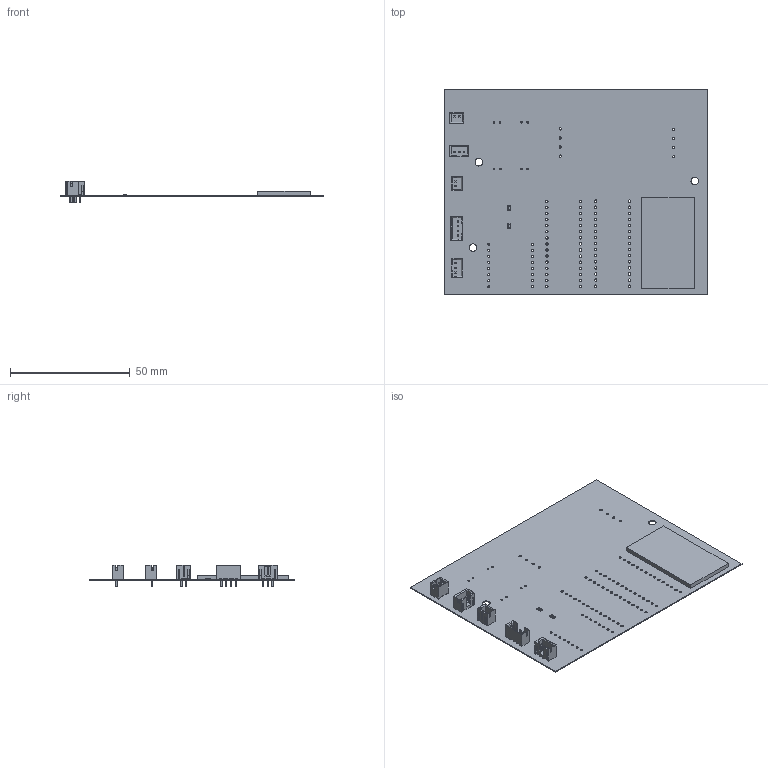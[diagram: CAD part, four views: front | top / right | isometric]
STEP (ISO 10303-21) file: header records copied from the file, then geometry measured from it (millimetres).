
FILE_DESCRIPTION(('Open CASCADE Model'),'2;1');
FILE_NAME('Open CASCADE Shape Model','2018-04-27T16:26:30',('Author'),( 'Open CASCADE'),'Open CASCADE STEP processor 6.8','Open CASCADE 6.8' ,'Unknown');
FILE_SCHEMA(('AUTOMOTIVE_DESIGN { 1 0 10303 214 1 1 1 1 }'));
Length unit declared in the file: millimetre
Products named in the file (24): PCB; Board; SPK; PH2.0-3P; LOGO?; SPK_POW; PH2.0-2P; SPK_BUT; PH2.0-4P; RTC1; 5645867072; Extruded; R2; R_0805; R1; LED; DC
Assembly tree (26 placements, depth 4):
  PCB
    Board
    SPK
      PH2.0-3P
        LOGO?
        PH2.0-3P
    SPK_POW
      PH2.0-2P
        PH2.0-2P
        LOGO?
    SPK_BUT
      PH2.0-4P
        LOGO?
        PH2.0-4P
    RTC1
      5645867072
        Extruded
    R2
      R_0805
        R_0805
        LOGO?
    R1
      R_0805
        R_0805
        LOGO?
    LED
      PH2.0-3P
        LOGO?
        PH2.0-3P
    DC
      PH2.0-2P
        PH2.0-2P
        LOGO?
Bounding box: 110.24 x 86.11 x 9 mm (x, y, z)
Volume: 5853.9 mm3; surface area: 22709.3 mm2
Topology: 111 solids, 111 shells, 1519 faces, 3677 edges, 2404 vertices
Faces by surface type: plane 1007, bspline 285, cylinder 227
Full cylindrical faces by diameter (mm): 0.762 x8, 0.8 x14, 0.9 x22, 1 x68, 3.175 x3
Entity records: 37203 total; most frequent: CARTESIAN_POINT 9414, ORIENTED_EDGE 4584, DIRECTION 3948, EDGE_CURVE 2292, LINE 1620, VECTOR 1620, VERTEX_POINT 1498, FACE_BOUND 1240
